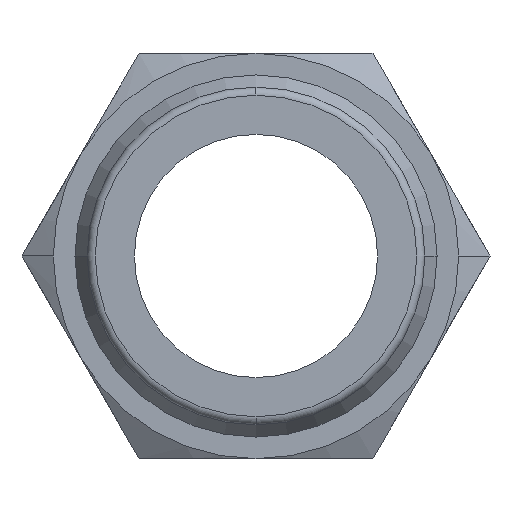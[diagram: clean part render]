
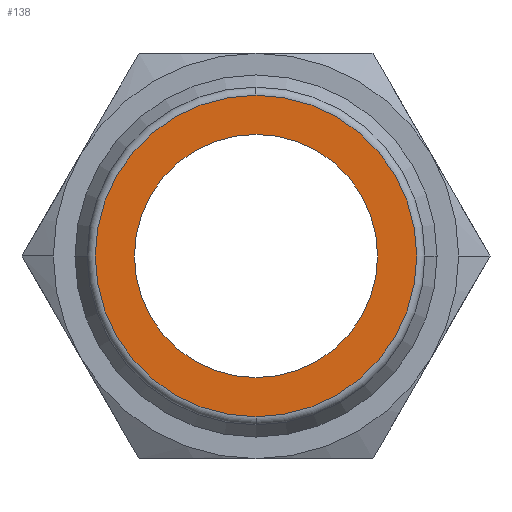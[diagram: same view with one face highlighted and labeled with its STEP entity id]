
A CAD part, front view. The second image highlights one B-rep face of the part: STEP entity #138.
In plain terms, the highlighted planar face has unit normal (0, -1, 0).
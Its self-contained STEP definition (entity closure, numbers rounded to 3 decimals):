
#138=ADVANCED_FACE('',(#281,#282),#283,.T.);
#281=FACE_BOUND('',#424,.T.);
#282=FACE_OUTER_BOUND('',#425,.T.);
#283=PLANE('',#426);
#424=EDGE_LOOP('',(#745,#746));
#425=EDGE_LOOP('',(#747,#748,#749));
#426=AXIS2_PLACEMENT_3D('',#750,#751,#752);
#745=ORIENTED_EDGE('',*,*,#879,.T.);
#746=ORIENTED_EDGE('',*,*,#864,.T.);
#747=ORIENTED_EDGE('',*,*,#848,.F.);
#748=ORIENTED_EDGE('',*,*,#847,.F.);
#749=ORIENTED_EDGE('',*,*,#918,.F.);
#750=CARTESIAN_POINT('',(2.975,0.0,0.0));
#751=DIRECTION('',(-0.0,-1.0,-0.0));
#752=DIRECTION('',(-1.0,0.0,0.0));
#847=EDGE_CURVE('',#1004,#1007,#1008,.T.);
#848=EDGE_CURVE('',#1007,#1009,#1010,.T.);
#864=EDGE_CURVE('',#1032,#1036,#1038,.T.);
#879=EDGE_CURVE('',#1036,#1032,#1059,.T.);
#918=EDGE_CURVE('',#1009,#1004,#1112,.T.);
#1004=VERTEX_POINT('',#1220);
#1007=VERTEX_POINT('',#1223);
#1008=CIRCLE('',#1224,5.95);
#1009=VERTEX_POINT('',#1225);
#1010=CIRCLE('',#1226,5.95);
#1032=VERTEX_POINT('',#1282);
#1036=VERTEX_POINT('',#1287);
#1038=CIRCLE('',#1290,4.5);
#1059=CIRCLE('',#1338,4.5);
#1112=CIRCLE('',#1444,5.95);
#1220=CARTESIAN_POINT('',(0.,0.0,5.95));
#1223=CARTESIAN_POINT('',(5.95,0.0,0.0));
#1224=AXIS2_PLACEMENT_3D('',#1556,#1557,#1558);
#1225=CARTESIAN_POINT('',(0.,0.0,-5.95));
#1226=AXIS2_PLACEMENT_3D('',#1559,#1560,#1561);
#1282=CARTESIAN_POINT('',(4.5,0.0,0.));
#1287=CARTESIAN_POINT('',(-4.5,0.0,0.));
#1290=AXIS2_PLACEMENT_3D('',#1583,#1584,#1585);
#1338=AXIS2_PLACEMENT_3D('',#1600,#1601,#1602);
#1444=AXIS2_PLACEMENT_3D('',#1660,#1661,#1662);
#1556=CARTESIAN_POINT('',(0.0,0.0,0.0));
#1557=DIRECTION('',(-0.0,1.0,0.0));
#1558=DIRECTION('',(1.0,0.0,0.0));
#1559=CARTESIAN_POINT('',(0.0,0.0,0.0));
#1560=DIRECTION('',(-0.0,1.0,0.0));
#1561=DIRECTION('',(1.0,0.0,0.0));
#1583=CARTESIAN_POINT('',(0.0,0.0,0.0));
#1584=DIRECTION('',(-0.0,1.0,0.0));
#1585=DIRECTION('',(1.0,0.0,0.0));
#1600=CARTESIAN_POINT('',(0.0,0.0,0.0));
#1601=DIRECTION('',(-0.0,1.0,0.0));
#1602=DIRECTION('',(1.0,0.0,0.0));
#1660=CARTESIAN_POINT('',(0.0,0.0,0.0));
#1661=DIRECTION('',(-0.0,1.0,0.0));
#1662=DIRECTION('',(1.0,0.0,0.0));
